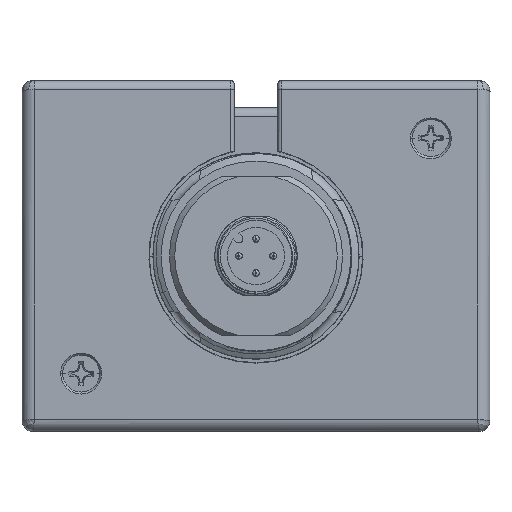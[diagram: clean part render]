
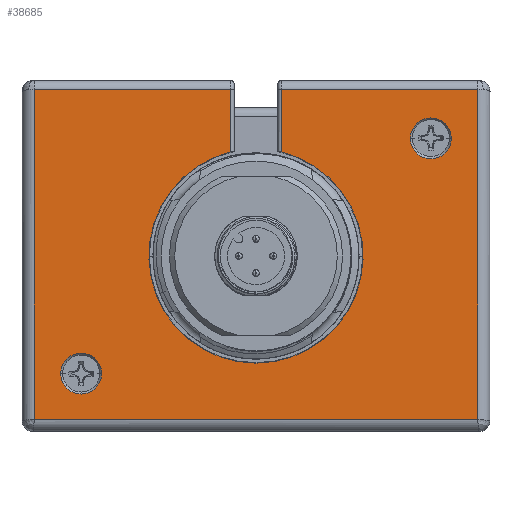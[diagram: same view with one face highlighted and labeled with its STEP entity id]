
A CAD part, front view. The second image highlights one B-rep face of the part: STEP entity #38685.
In plain terms, the highlighted planar face has unit normal (0, -1, 0).
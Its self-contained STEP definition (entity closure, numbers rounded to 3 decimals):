
#31850=CARTESIAN_POINT('',(25.4,0.,17.09));
#31851=DIRECTION('',(0.,1.,0.));
#31852=DIRECTION('',(-1.,0.,0.));
#31853=AXIS2_PLACEMENT_3D('',#31850,#31851,#31852);
#31855=CARTESIAN_POINT('',(25.4,0.,17.09));
#31856=DIRECTION('',(0.,1.,0.));
#31857=DIRECTION('',(1.,0.,0.));
#31858=AXIS2_PLACEMENT_3D('',#31855,#31856,#31857);
#31860=CARTESIAN_POINT('',(-25.4,0.,-17.09));
#31861=DIRECTION('',(0.,1.,0.));
#31862=DIRECTION('',(-1.,0.,0.));
#31863=AXIS2_PLACEMENT_3D('',#31860,#31861,#31862);
#31865=CARTESIAN_POINT('',(-25.4,0.,-17.09));
#31866=DIRECTION('',(0.,1.,0.));
#31867=DIRECTION('',(1.,0.,0.));
#31868=AXIS2_PLACEMENT_3D('',#31865,#31866,#31867);
#31870=DIRECTION('',(1.,0.,0.));
#31871=VECTOR('',#31870,28.525);
#31872=CARTESIAN_POINT('',(3.675,0.,24.15));
#31873=LINE('',#31872,#31871);
#31874=DIRECTION('',(0.,0.,-1.));
#31875=VECTOR('',#31874,47.85);
#31876=CARTESIAN_POINT('',(32.2,0.,24.15));
#31877=LINE('',#31876,#31875);
#31878=DIRECTION('',(-1.,0.,0.));
#31879=VECTOR('',#31878,64.4);
#31880=CARTESIAN_POINT('',(32.2,0.,-23.7));
#31881=LINE('',#31880,#31879);
#31882=DIRECTION('',(0.,0.,-1.));
#31883=VECTOR('',#31882,47.85);
#31884=CARTESIAN_POINT('',(-32.2,0.,24.15));
#31885=LINE('',#31884,#31883);
#31886=DIRECTION('',(1.,0.,0.));
#31887=VECTOR('',#31886,28.525);
#31888=CARTESIAN_POINT('',(-32.2,0.,24.15));
#31889=LINE('',#31888,#31887);
#31890=DIRECTION('',(0.,0.,1.));
#31891=VECTOR('',#31890,9.027);
#31892=CARTESIAN_POINT('',(-3.675,0.,15.123));
#31893=LINE('',#31892,#31891);
#31894=CARTESIAN_POINT('',(0.,0.,0.));
#31895=DIRECTION('',(0.,1.,0.));
#31896=DIRECTION('',(0.236,0.,0.972));
#31897=AXIS2_PLACEMENT_3D('',#31894,#31895,#31896);
#31899=DIRECTION('',(0.,0.,-1.));
#31900=VECTOR('',#31899,9.027);
#31901=CARTESIAN_POINT('',(3.675,0.,24.15));
#31902=LINE('',#31901,#31900);
#33055=CARTESIAN_POINT('',(-3.675,0.,15.123));
#33062=CARTESIAN_POINT('',(3.675,0.,15.123));
#37454=CARTESIAN_POINT('',(32.2,0.,-23.7));
#37455=CARTESIAN_POINT('',(-32.2,0.,-23.7));
#37456=VERTEX_POINT('',#37454);
#37457=VERTEX_POINT('',#37455);
#37467=VERTEX_POINT('',#33055);
#37472=VERTEX_POINT('',#33062);
#37483=CARTESIAN_POINT('',(32.2,0.,24.15));
#37484=VERTEX_POINT('',#37483);
#37487=CARTESIAN_POINT('',(3.675,0.,24.15));
#37488=VERTEX_POINT('',#37487);
#37493=CARTESIAN_POINT('',(-32.2,0.,24.15));
#37494=CARTESIAN_POINT('',(-3.675,0.,24.15));
#37495=VERTEX_POINT('',#37493);
#37496=VERTEX_POINT('',#37494);
#38588=CARTESIAN_POINT('',(22.425,0.,17.09));
#38589=CARTESIAN_POINT('',(28.375,0.,17.09));
#38590=VERTEX_POINT('',#38588);
#38591=VERTEX_POINT('',#38589);
#38592=CARTESIAN_POINT('',(-28.375,0.,-17.09));
#38593=CARTESIAN_POINT('',(-22.425,0.,-17.09));
#38594=VERTEX_POINT('',#38592);
#38595=VERTEX_POINT('',#38593);
#38651=CARTESIAN_POINT('',(-34.,0.,-25.5));
#38652=DIRECTION('',(0.,-1.,0.));
#38653=DIRECTION('',(1.,0.,0.));
#38654=AXIS2_PLACEMENT_3D('',#38651,#38652,#38653);
#38655=PLANE('',#38654);
#38657=ORIENTED_EDGE('',*,*,#38656,.T.);
#38659=ORIENTED_EDGE('',*,*,#38658,.T.);
#38660=ORIENTED_EDGE('',*,*,#38641,.T.);
#38662=ORIENTED_EDGE('',*,*,#38661,.F.);
#38664=ORIENTED_EDGE('',*,*,#38663,.T.);
#38666=ORIENTED_EDGE('',*,*,#38665,.F.);
#38668=ORIENTED_EDGE('',*,*,#38667,.F.);
#38670=ORIENTED_EDGE('',*,*,#38669,.F.);
#38671=EDGE_LOOP('',(#38657,#38659,#38660,#38662,#38664,#38666,#38668,#38670));
#38672=FACE_OUTER_BOUND('',#38671,.F.);
#38674=ORIENTED_EDGE('',*,*,#38673,.F.);
#38676=ORIENTED_EDGE('',*,*,#38675,.F.);
#38677=EDGE_LOOP('',(#38674,#38676));
#38678=FACE_BOUND('',#38677,.F.);
#38680=ORIENTED_EDGE('',*,*,#38679,.F.);
#38682=ORIENTED_EDGE('',*,*,#38681,.F.);
#38683=EDGE_LOOP('',(#38680,#38682));
#38684=FACE_BOUND('',#38683,.F.);
#38685=ADVANCED_FACE('',(#38672,#38678,#38684),#38655,.T.);
#31854=CIRCLE('',#31853,2.975);
#31859=CIRCLE('',#31858,2.975);
#31864=CIRCLE('',#31863,2.975);
#31869=CIRCLE('',#31868,2.975);
#31898=CIRCLE('',#31897,15.563);
#38641=EDGE_CURVE('',#37456,#37457,#31881,.T.);
#38656=EDGE_CURVE('',#37488,#37484,#31873,.T.);
#38658=EDGE_CURVE('',#37484,#37456,#31877,.T.);
#38661=EDGE_CURVE('',#37495,#37457,#31885,.T.);
#38663=EDGE_CURVE('',#37495,#37496,#31889,.T.);
#38665=EDGE_CURVE('',#37467,#37496,#31893,.T.);
#38667=EDGE_CURVE('',#37472,#37467,#31898,.T.);
#38669=EDGE_CURVE('',#37488,#37472,#31902,.T.);
#38673=EDGE_CURVE('',#38594,#38595,#31864,.T.);
#38675=EDGE_CURVE('',#38595,#38594,#31869,.T.);
#38679=EDGE_CURVE('',#38590,#38591,#31854,.T.);
#38681=EDGE_CURVE('',#38591,#38590,#31859,.T.);
